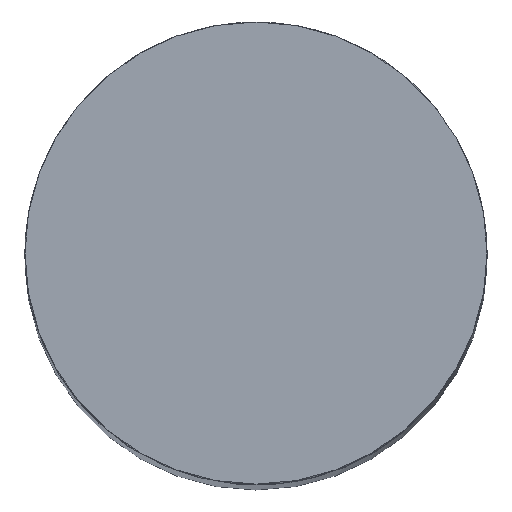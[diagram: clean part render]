
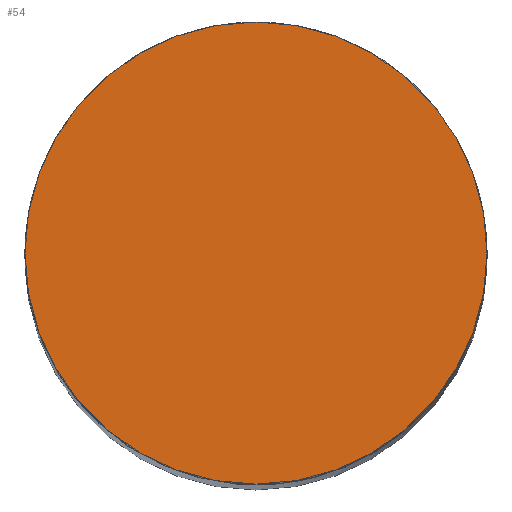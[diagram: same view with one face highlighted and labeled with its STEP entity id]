
A CAD part, top view. The second image highlights one B-rep face of the part: STEP entity #54.
In plain terms, the highlighted planar face has unit normal (0, 0, 1).
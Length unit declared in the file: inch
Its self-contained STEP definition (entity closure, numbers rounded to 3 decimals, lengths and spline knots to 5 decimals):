
#54=ADVANCED_FACE('',(#91),#536,.T.);
#91=FACE_OUTER_BOUND('',#128,.T.);
#128=EDGE_LOOP('',(#180,#181));
#180=ORIENTED_EDGE('',*,*,#404,.F.);
#181=ORIENTED_EDGE('',*,*,#332,.F.);
#332=EDGE_CURVE('',#494,#530,#448,.T.);
#404=EDGE_CURVE('',#530,#494,#464,.T.);
#448=TRIMMED_CURVE($,#471,(#925),(#926),.T.,.CARTESIAN.);
#464=TRIMMED_CURVE($,#487,(#1177),(#1178),.T.,.CARTESIAN.);
#471=CIRCLE('',#687,0.0598);
#487=CIRCLE('',#703,0.0598);
#494=VERTEX_POINT('',#884);
#530=VERTEX_POINT('',#920);
#536=PLANE('',#663);
#663=AXIS2_PLACEMENT_3D('',#812,#722,$);
#687=AXIS2_PLACEMENT_3D($,#924,#746,#747);
#703=AXIS2_PLACEMENT_3D($,#1176,#778,#779);
#722=DIRECTION('',(0.,0.,1.));
#746=DIRECTION('',(0.,0.,-1.));
#747=DIRECTION('',(1.,0.,0.));
#778=DIRECTION('',(0.,0.,-1.));
#779=DIRECTION('',(-1.,0.,0.));
#812=CARTESIAN_POINT('',(-0.061,0.061,0.875));
#884=CARTESIAN_POINT('',(0.0598,0.,0.875));
#920=CARTESIAN_POINT('',(-0.0598,0.,0.875));
#924=CARTESIAN_POINT('',(0.,0.,0.875));
#925=CARTESIAN_POINT('',(0.0598,0.,0.875));
#926=CARTESIAN_POINT('',(-0.0598,0.,0.875));
#1176=CARTESIAN_POINT('',(0.,0.,0.875));
#1177=CARTESIAN_POINT('',(-0.0598,0.,0.875));
#1178=CARTESIAN_POINT('',(0.0598,0.,0.875));
